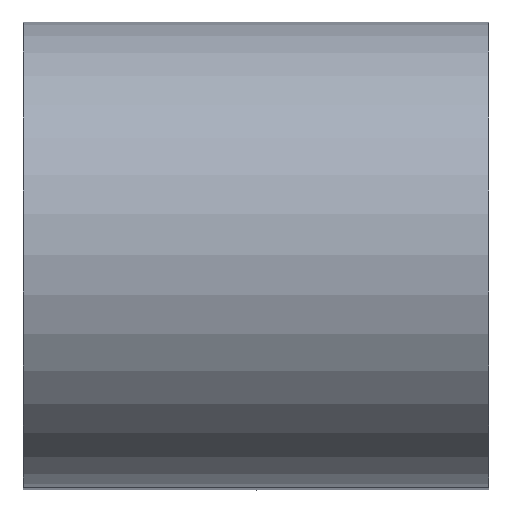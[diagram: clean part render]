
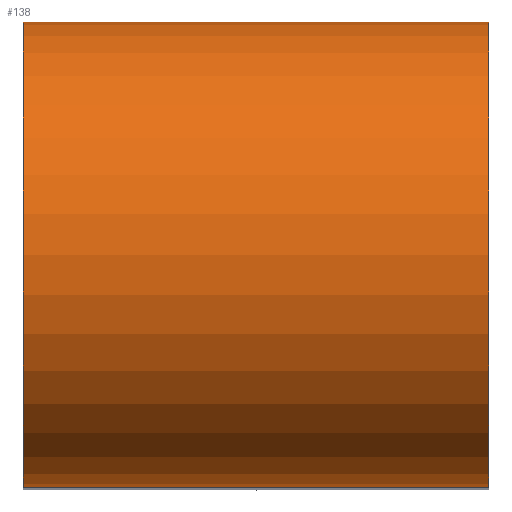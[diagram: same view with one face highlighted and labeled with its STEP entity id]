
A CAD part, top view. The second image highlights one B-rep face of the part: STEP entity #138.
In plain terms, the highlighted cylindrical face has radius 10 mm (diameter 20 mm), a partial arc.
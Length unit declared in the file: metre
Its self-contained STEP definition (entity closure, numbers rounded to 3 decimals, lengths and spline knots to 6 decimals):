
#14=CYLINDRICAL_SURFACE('',#167,0.01);
#22=LINE('',#237,#30);
#23=LINE('',#240,#31);
#30=VECTOR('',#193,1.);
#31=VECTOR('',#198,1.);
#58=ORIENTED_EDGE('',*,*,#70,.T.);
#59=ORIENTED_EDGE('',*,*,#77,.T.);
#60=ORIENTED_EDGE('',*,*,#65,.F.);
#61=ORIENTED_EDGE('',*,*,#75,.F.);
#65=EDGE_CURVE('',#81,#82,#93,.T.);
#70=EDGE_CURVE('',#87,#86,#94,.T.);
#75=EDGE_CURVE('',#87,#81,#22,.T.);
#77=EDGE_CURVE('',#86,#82,#23,.T.);
#81=VERTEX_POINT('',#216);
#82=VERTEX_POINT('',#217);
#86=VERTEX_POINT('',#226);
#87=VERTEX_POINT('',#228);
#93=CIRCLE('',#155,0.01);
#94=CIRCLE('',#157,0.01);
#111=EDGE_LOOP('',(#58,#59,#60,#61));
#125=FACE_BOUND('',#111,.T.);
#138=ADVANCED_FACE('',(#125),#14,.T.);
#155=AXIS2_PLACEMENT_3D('',#215,#175,#176);
#157=AXIS2_PLACEMENT_3D('',#227,#183,#184);
#167=AXIS2_PLACEMENT_3D('',#246,#207,#208);
#175=DIRECTION('',(-1.,0.,0.));
#176=DIRECTION('',(0.,-1.,0.));
#183=DIRECTION('',(-1.,0.,0.));
#184=DIRECTION('',(0.,-1.,0.));
#193=DIRECTION('',(-1.,0.,0.));
#198=DIRECTION('',(-1.,0.,0.));
#207=DIRECTION('',(-1.,0.,0.));
#208=DIRECTION('',(0.,-1.,0.));
#215=CARTESIAN_POINT('',(-0.01,0.,0.05));
#216=CARTESIAN_POINT('',(-0.01,-0.01,0.05));
#217=CARTESIAN_POINT('',(-0.01,0.01,0.05));
#226=CARTESIAN_POINT('',(0.01,0.01,0.05));
#227=CARTESIAN_POINT('',(0.01,0.,0.05));
#228=CARTESIAN_POINT('',(0.01,-0.01,0.05));
#237=CARTESIAN_POINT('',(-0.01,-0.01,0.05));
#240=CARTESIAN_POINT('',(-0.01,0.01,0.05));
#246=CARTESIAN_POINT('',(-0.01,0.,0.05));
